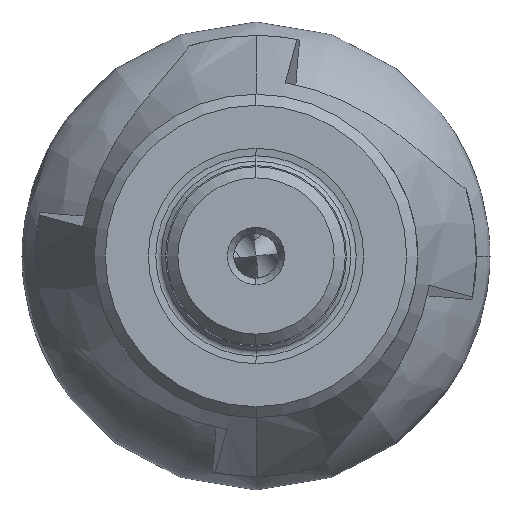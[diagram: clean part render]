
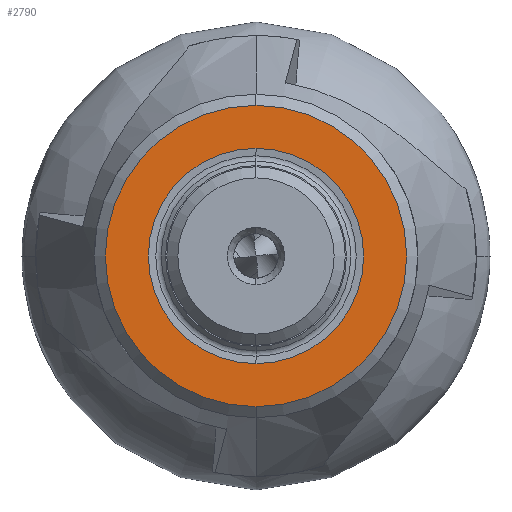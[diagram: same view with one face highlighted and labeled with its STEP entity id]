
A CAD part, left-side view. The second image highlights one B-rep face of the part: STEP entity #2790.
In plain terms, the highlighted planar face has unit normal (-1, 0, 0).
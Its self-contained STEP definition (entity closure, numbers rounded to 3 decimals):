
#40 = CARTESIAN_POINT ( 'NONE',  ( -41., 0., -9.653 ) ) ;
#144 = CARTESIAN_POINT ( 'NONE',  ( -41., 0., -13.5 ) ) ;
#240 = DIRECTION ( 'NONE',  ( 0., 0., -1. ) ) ;
#301 = CIRCLE ( 'NONE', #364, 9.653 ) ;
#364 = AXIS2_PLACEMENT_3D ( 'NONE', #1120, #4650, #1630 ) ;
#418 = DIRECTION ( 'NONE',  ( 1., 0., 0. ) ) ;
#463 = EDGE_CURVE ( 'NONE', #2087, #1053, #301, .T. ) ;
#566 = EDGE_CURVE ( 'NONE', #1053, #2087, #983, .T. ) ;
#983 = CIRCLE ( 'NONE', #4914, 9.653 ) ;
#989 = FACE_OUTER_BOUND ( 'NONE', #1794, .T. ) ;
#1053 = VERTEX_POINT ( 'NONE', #40 ) ;
#1120 = CARTESIAN_POINT ( 'NONE',  ( -41., 0., 0. ) ) ;
#1306 = PLANE ( 'NONE',  #6081 ) ;
#1512 = EDGE_CURVE ( 'NONE', #4799, #2579, #3749, .T. ) ;
#1520 = CIRCLE ( 'NONE', #1546, 13.5 ) ;
#1546 = AXIS2_PLACEMENT_3D ( 'NONE', #1902, #418, #6311 ) ;
#1630 = DIRECTION ( 'NONE',  ( 0., 0., -1. ) ) ;
#1794 = EDGE_LOOP ( 'NONE', ( #2966, #5997 ) ) ;
#1902 = CARTESIAN_POINT ( 'NONE',  ( -41., 0., 0. ) ) ;
#1969 = CARTESIAN_POINT ( 'NONE',  ( -41., 0., 9.653 ) ) ;
#2087 = VERTEX_POINT ( 'NONE', #1969 ) ;
#2306 = CARTESIAN_POINT ( 'NONE',  ( -41., 9.653, 0. ) ) ;
#2579 = VERTEX_POINT ( 'NONE', #144 ) ;
#2666 = CARTESIAN_POINT ( 'NONE',  ( -41., 0., 0. ) ) ;
#2765 = DIRECTION ( 'NONE',  ( 1., 0., 0. ) ) ;
#2790 = ADVANCED_FACE ( 'NONE', ( #6188, #989 ), #1306, .T. ) ;
#2832 = DIRECTION ( 'NONE',  ( -1., 0., 0. ) ) ;
#2966 = ORIENTED_EDGE ( 'NONE', *, *, #4454, .F. ) ;
#3246 = EDGE_LOOP ( 'NONE', ( #3966, #4952 ) ) ;
#3261 = CARTESIAN_POINT ( 'NONE',  ( -41., 0., 0. ) ) ;
#3749 = CIRCLE ( 'NONE', #4007, 13.5 ) ;
#3966 = ORIENTED_EDGE ( 'NONE', *, *, #463, .T. ) ;
#4007 = AXIS2_PLACEMENT_3D ( 'NONE', #2666, #4140, #240 ) ;
#4140 = DIRECTION ( 'NONE',  ( 1., 0., 0. ) ) ;
#4454 = EDGE_CURVE ( 'NONE', #2579, #4799, #1520, .T. ) ;
#4650 = DIRECTION ( 'NONE',  ( 1., 0., 0. ) ) ;
#4799 = VERTEX_POINT ( 'NONE', #6340 ) ;
#4914 = AXIS2_PLACEMENT_3D ( 'NONE', #3261, #2765, #6234 ) ;
#4952 = ORIENTED_EDGE ( 'NONE', *, *, #566, .T. ) ;
#5836 = DIRECTION ( 'NONE',  ( 0., 0., 1. ) ) ;
#5997 = ORIENTED_EDGE ( 'NONE', *, *, #1512, .F. ) ;
#6081 = AXIS2_PLACEMENT_3D ( 'NONE', #2306, #2832, #5836 ) ;
#6188 = FACE_BOUND ( 'NONE', #3246, .T. ) ;
#6234 = DIRECTION ( 'NONE',  ( 0., 0., -1. ) ) ;
#6311 = DIRECTION ( 'NONE',  ( 0., 0., -1. ) ) ;
#6340 = CARTESIAN_POINT ( 'NONE',  ( -41., 0., 13.5 ) ) ;
